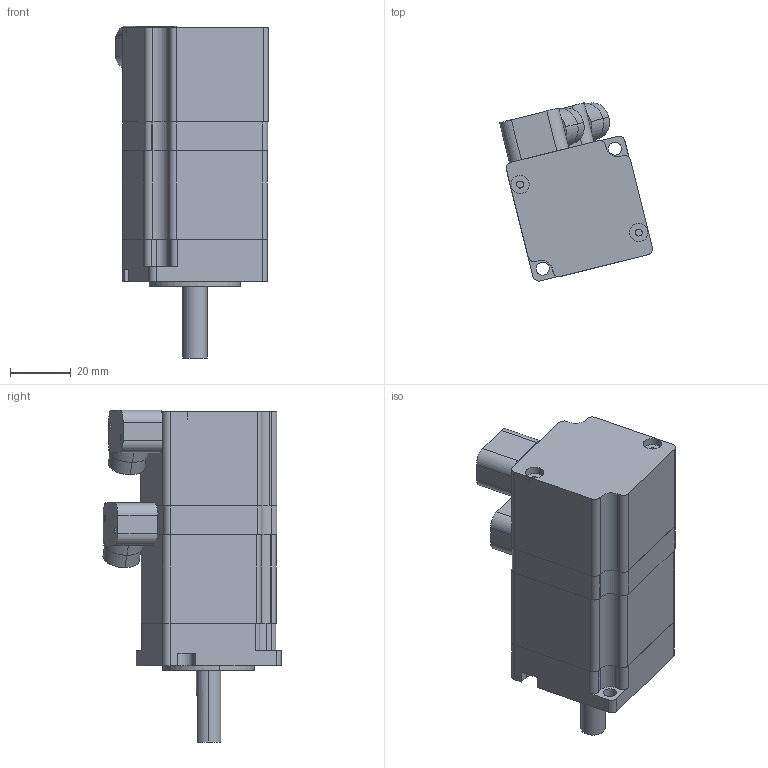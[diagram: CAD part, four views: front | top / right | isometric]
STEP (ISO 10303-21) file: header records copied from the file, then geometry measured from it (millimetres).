
FILE_DESCRIPTION (( 'STEP AP203' ), '1' );
FILE_NAME ('40-100W.STEP', '2019-11-11T01:24:16', ( 'ﾎ｢ﾈ橆ﾃｻｧ' ), ( 'ﾎ｢ﾈ晥ｫﾋｾ' ), 'SwSTEP 2.0', 'SolidWorks 2016', '' );
FILE_SCHEMA (( 'CONFIG_CONTROL_DESIGN' ));
Length unit declared in the file: millimetre
Products named in the file (10): 揤啣; 綴裔; 揤盄啣; 誘欶; 40-100W; 粣創608Z; 粣創688Z; 儂褲1; 100W粣; ヶ裔
Assembly tree (10 placements, depth 2):
  40-100W
    100W粣
    ヶ裔
    揤啣
    綴裔
    誘欶
    粣創608Z
    粣創688Z
    儂褲1
    揤盄啣  x2
Bounding box: 50.19 x 58.47 x 109 mm (x, y, z)
Volume: 60777.4 mm3; surface area: 45041.1 mm2
Topology: 10 solids, 10 shells, 315 faces, 814 edges, 533 vertices
Faces by surface type: cylinder 195, plane 108, cone 12
Entity records: 10271 total; most frequent: DIRECTION 1705, CARTESIAN_POINT 1662, ORIENTED_EDGE 1490, EDGE_CURVE 745, AXIS2_PLACEMENT_3D 669, VERTEX_POINT 494, VECTOR 367, LINE 367
